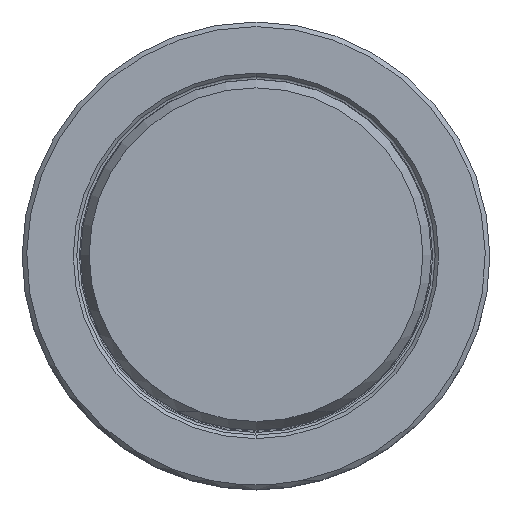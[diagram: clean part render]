
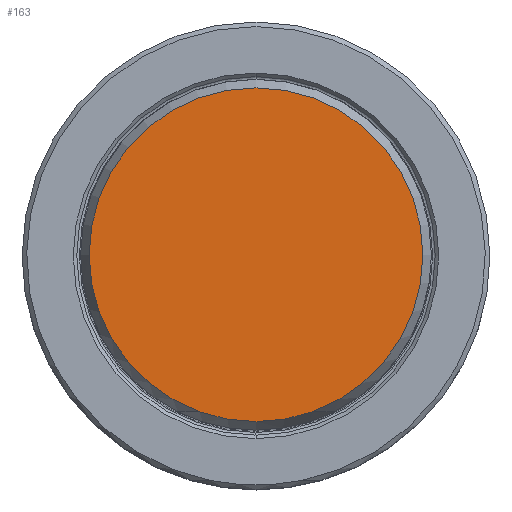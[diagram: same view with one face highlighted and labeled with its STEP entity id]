
A CAD part, top view. The second image highlights one B-rep face of the part: STEP entity #163.
In plain terms, the highlighted planar face has unit normal (0, 0, 1).
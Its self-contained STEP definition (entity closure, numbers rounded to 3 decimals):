
#35=PLANE('',#1274);
#163=ADVANCED_FACE('',(#243),#35,.F.);
#243=FACE_OUTER_BOUND('',#309,.T.);
#309=EDGE_LOOP('',(#576,#577,#578));
#576=ORIENTED_EDGE('',*,*,#805,.F.);
#577=ORIENTED_EDGE('',*,*,#802,.F.);
#578=ORIENTED_EDGE('',*,*,#801,.F.);
#665=VERTEX_POINT('',#2399);
#666=VERTEX_POINT('',#2400);
#667=VERTEX_POINT('',#2402);
#801=EDGE_CURVE('',#665,#666,#943,.T.);
#802=EDGE_CURVE('',#666,#667,#944,.T.);
#805=EDGE_CURVE('',#667,#665,#945,.T.);
#943=CIRCLE('',#1269,18.122);
#944=CIRCLE('',#1270,18.122);
#945=CIRCLE('',#1272,18.122);
#1269=AXIS2_PLACEMENT_3D('',#2398,#1601,#1602);
#1270=AXIS2_PLACEMENT_3D('',#2401,#1603,#1604);
#1272=AXIS2_PLACEMENT_3D('',#2416,#1607,#1608);
#1274=AXIS2_PLACEMENT_3D('',#2418,#1611,#1612);
#1601=DIRECTION('',(0.,0.,-1.));
#1602=DIRECTION('',(-0.339,-0.941,0.));
#1603=DIRECTION('',(0.,0.,-1.));
#1604=DIRECTION('',(0.,1.,0.));
#1607=DIRECTION('',(0.,0.,-1.));
#1608=DIRECTION('',(0.339,-0.941,0.));
#1611=DIRECTION('',(0.,0.,-1.));
#1612=DIRECTION('',(-1.,0.,0.));
#2398=CARTESIAN_POINT('',(0.,0.,69.85));
#2399=CARTESIAN_POINT('',(-6.141,-17.05,69.85));
#2400=CARTESIAN_POINT('',(0.,18.122,69.85));
#2401=CARTESIAN_POINT('',(0.,0.,69.85));
#2402=CARTESIAN_POINT('',(6.141,-17.05,69.85));
#2416=CARTESIAN_POINT('',(0.,0.,69.85));
#2418=CARTESIAN_POINT('',(0.,0.,69.85));
